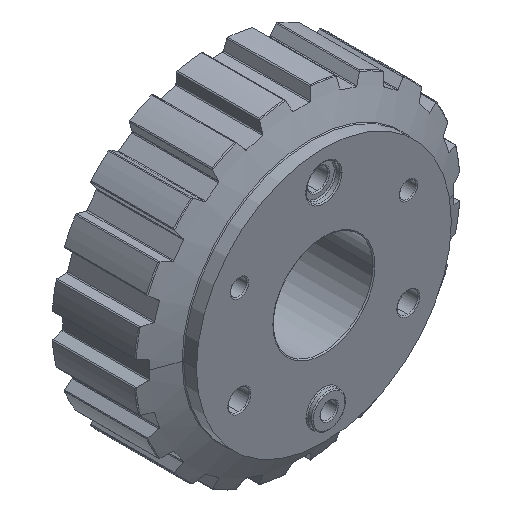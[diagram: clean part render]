
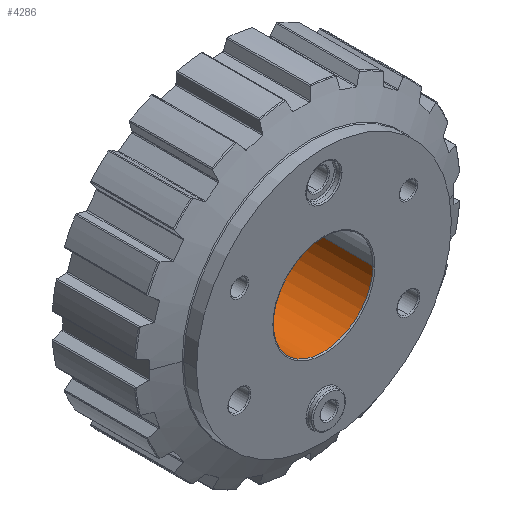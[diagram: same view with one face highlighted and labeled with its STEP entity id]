
A CAD part, isometric view. The second image highlights one B-rep face of the part: STEP entity #4286.
In plain terms, the highlighted cylindrical face has radius 12.192 mm (diameter 24.384 mm), a partial arc.
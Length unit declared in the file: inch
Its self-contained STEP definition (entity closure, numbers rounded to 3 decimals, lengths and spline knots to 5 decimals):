
#972 = CARTESIAN_POINT ( 'NONE',  ( 0.48, 1.14494, 0. ) ) ;
#1104 = CARTESIAN_POINT ( 'NONE',  ( -0.48, 0.01, 0. ) ) ;
#1158 = AXIS2_PLACEMENT_3D ( 'NONE', #16599, #4341, #18650 ) ;
#2370 = DIRECTION ( 'NONE',  ( 0., 1., 0. ) ) ;
#2549 = CARTESIAN_POINT ( 'NONE',  ( 0.48, 0.01, 0. ) ) ;
#2676 = DIRECTION ( 'NONE',  ( 0., -1., 0. ) ) ;
#3551 = VERTEX_POINT ( 'NONE', #21402 ) ;
#4286 = ADVANCED_FACE ( 'NONE', ( #9650 ), #25363, .F. ) ;
#4341 = DIRECTION ( 'NONE',  ( 0., 1., 0. ) ) ;
#4634 = CARTESIAN_POINT ( 'NONE',  ( -0.48, 0.765, 0. ) ) ;
#4646 = EDGE_CURVE ( 'NONE', #3551, #11538, #9315, .T. ) ;
#5660 = LINE ( 'NONE', #972, #16539 ) ;
#5750 = EDGE_CURVE ( 'NONE', #26434, #11494, #13784, .T. ) ;
#5807 = ORIENTED_EDGE ( 'NONE', *, *, #5750, .T. ) ;
#5833 = EDGE_CURVE ( 'NONE', #26434, #11538, #17265, .T. ) ;
#6435 = CARTESIAN_POINT ( 'NONE',  ( 0., 1.14494, 0. ) ) ;
#8478 = DIRECTION ( 'NONE',  ( -1., 0., 0. ) ) ;
#8741 = AXIS2_PLACEMENT_3D ( 'NONE', #14979, #2676, #17017 ) ;
#8960 = CARTESIAN_POINT ( 'NONE',  ( -0.48, 1.14494, 0. ) ) ;
#9315 = CIRCLE ( 'NONE', #1158, 0.48 ) ;
#9502 = ORIENTED_EDGE ( 'NONE', *, *, #21797, .T. ) ;
#9650 = FACE_OUTER_BOUND ( 'NONE', #18003, .T. ) ;
#11494 = VERTEX_POINT ( 'NONE', #2549 ) ;
#11538 = VERTEX_POINT ( 'NONE', #4634 ) ;
#12777 = ORIENTED_EDGE ( 'NONE', *, *, #5833, .F. ) ;
#13784 = CIRCLE ( 'NONE', #8741, 0.48 ) ;
#14979 = CARTESIAN_POINT ( 'NONE',  ( 0., 0.01, 0. ) ) ;
#16539 = VECTOR ( 'NONE', #25534, 39.37008 ) ;
#16599 = CARTESIAN_POINT ( 'NONE',  ( 0., 0.765, 0. ) ) ;
#17017 = DIRECTION ( 'NONE',  ( -1., 0., 0. ) ) ;
#17265 = LINE ( 'NONE', #8960, #22729 ) ;
#17287 = AXIS2_PLACEMENT_3D ( 'NONE', #6435, #2370, #8478 ) ;
#18003 = EDGE_LOOP ( 'NONE', ( #5807, #9502, #26132, #12777 ) ) ;
#18650 = DIRECTION ( 'NONE',  ( 1., 0., 0. ) ) ;
#21216 = DIRECTION ( 'NONE',  ( 0., 1., 0. ) ) ;
#21402 = CARTESIAN_POINT ( 'NONE',  ( 0.48, 0.765, 0. ) ) ;
#21797 = EDGE_CURVE ( 'NONE', #11494, #3551, #5660, .T. ) ;
#22729 = VECTOR ( 'NONE', #21216, 39.37008 ) ;
#25363 = CYLINDRICAL_SURFACE ( 'NONE', #17287, 0.48 ) ;
#25534 = DIRECTION ( 'NONE',  ( 0., 1., 0. ) ) ;
#26132 = ORIENTED_EDGE ( 'NONE', *, *, #4646, .T. ) ;
#26434 = VERTEX_POINT ( 'NONE', #1104 ) ;
